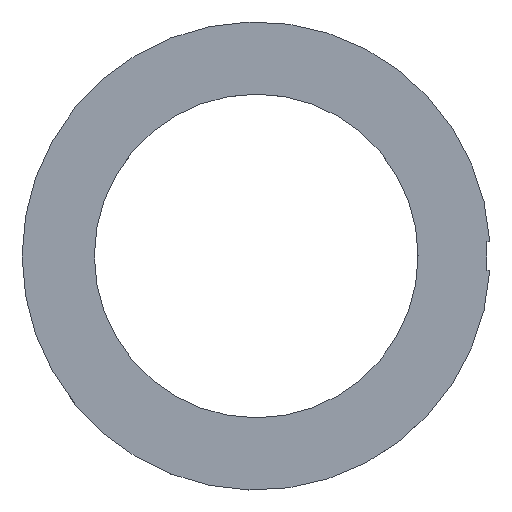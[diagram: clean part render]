
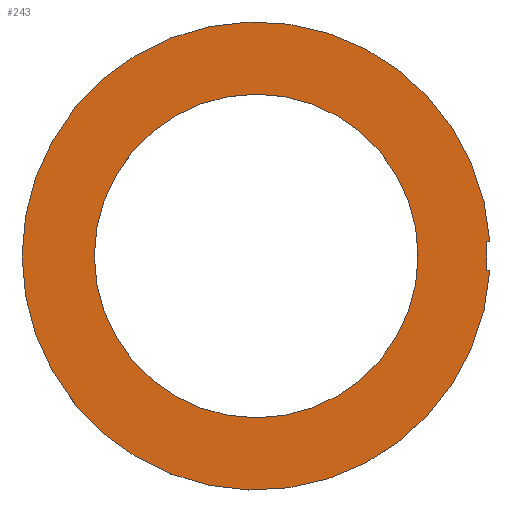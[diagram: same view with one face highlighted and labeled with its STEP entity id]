
A CAD part, top view. The second image highlights one B-rep face of the part: STEP entity #243.
In plain terms, the highlighted planar face has unit normal (0, 0, 1).
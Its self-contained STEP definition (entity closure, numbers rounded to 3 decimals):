
#61=AXIS2_PLACEMENT_3D('Circle Axis2P3D',#59,#60,$) ;
#162=AXIS2_PLACEMENT_3D('Circle Axis2P3D',#160,#161,$) ;
#197=AXIS2_PLACEMENT_3D('Circle Axis2P3D',#195,#196,$) ;
#231=AXIS2_PLACEMENT_3D('Plane Axis2P3D',#228,#229,#230) ;
#42=CARTESIAN_POINT('Vertex',(80.846,5.,3.)) ;
#56=CARTESIAN_POINT('Vertex',(80.846,-5.,3.)) ;
#59=CARTESIAN_POINT('Axis2P3D Location',(0.,0.,3.)) ;
#87=CARTESIAN_POINT('Vertex',(79.846,-5.,3.)) ;
#90=CARTESIAN_POINT('Line Origine',(80.346,-5.,3.)) ;
#118=CARTESIAN_POINT('Vertex',(79.846,5.,3.)) ;
#121=CARTESIAN_POINT('Line Origine',(79.846,0.,3.)) ;
#143=CARTESIAN_POINT('Line Origine',(80.346,5.,3.)) ;
#160=CARTESIAN_POINT('Axis2P3D Location',(0.,0.,3.)) ;
#164=CARTESIAN_POINT('Vertex',(-56.,0.,3.)) ;
#166=CARTESIAN_POINT('Vertex',(56.,0.,3.)) ;
#195=CARTESIAN_POINT('Axis2P3D Location',(0.,0.,3.)) ;
#228=CARTESIAN_POINT('Axis2P3D Location',(0.,0.,3.)) ;
#60=DIRECTION('Axis2P3D Direction',(0.,0.,1.)) ;
#91=DIRECTION('Vector Direction',(1.,0.,0.)) ;
#122=DIRECTION('Vector Direction',(0.,-1.,0.)) ;
#144=DIRECTION('Vector Direction',(-1.,0.,0.)) ;
#161=DIRECTION('Axis2P3D Direction',(0.,0.,1.)) ;
#196=DIRECTION('Axis2P3D Direction',(0.,0.,1.)) ;
#229=DIRECTION('Axis2P3D Direction',(0.,0.,1.)) ;
#230=DIRECTION('Axis2P3D XDirection',(1.,0.,0.)) ;
#92=VECTOR('Line Direction',#91,1.) ;
#123=VECTOR('Line Direction',#122,1.) ;
#145=VECTOR('Line Direction',#144,1.) ;
#234=ORIENTED_EDGE('',*,*,#63,.T.) ;
#235=ORIENTED_EDGE('',*,*,#94,.T.) ;
#236=ORIENTED_EDGE('',*,*,#125,.T.) ;
#237=ORIENTED_EDGE('',*,*,#147,.T.) ;
#240=ORIENTED_EDGE('',*,*,#168,.F.) ;
#241=ORIENTED_EDGE('',*,*,#199,.F.) ;
#242=FACE_BOUND('',#239,.T.) ;
#243=ADVANCED_FACE('Corps principal',(#238,#242),#232,.T.) ;
#62=CIRCLE('generated circle',#61,81.) ;
#163=CIRCLE('generated circle',#162,56.) ;
#198=CIRCLE('generated circle',#197,56.) ;
#63=EDGE_CURVE('',#43,#57,#62,.T.) ;
#94=EDGE_CURVE('',#57,#88,#93,.F.) ;
#125=EDGE_CURVE('',#88,#119,#124,.F.) ;
#147=EDGE_CURVE('',#119,#43,#146,.F.) ;
#168=EDGE_CURVE('',#165,#167,#163,.T.) ;
#199=EDGE_CURVE('',#167,#165,#198,.T.) ;
#233=EDGE_LOOP('',(#234,#235,#236,#237)) ;
#239=EDGE_LOOP('',(#240,#241)) ;
#238=FACE_OUTER_BOUND('',#233,.T.) ;
#93=LINE('Line',#90,#92) ;
#124=LINE('Line',#121,#123) ;
#146=LINE('Line',#143,#145) ;
#232=PLANE('',#231) ;
#43=VERTEX_POINT('',#42) ;
#57=VERTEX_POINT('',#56) ;
#88=VERTEX_POINT('',#87) ;
#119=VERTEX_POINT('',#118) ;
#165=VERTEX_POINT('',#164) ;
#167=VERTEX_POINT('',#166) ;
